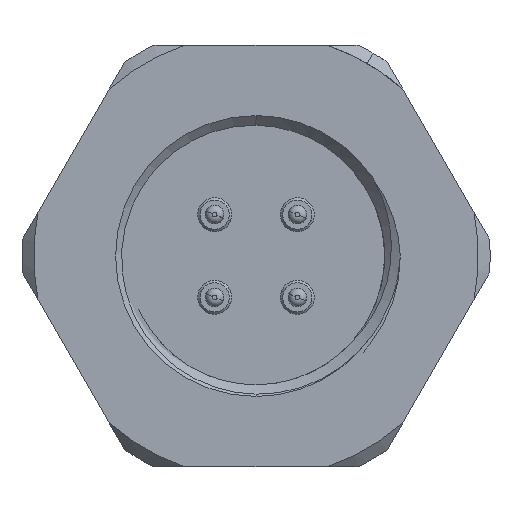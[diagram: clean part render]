
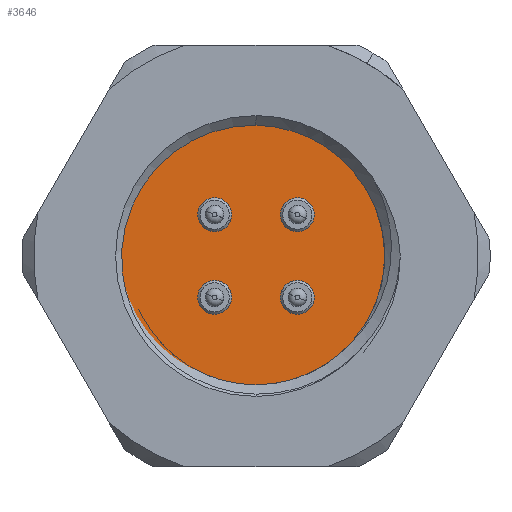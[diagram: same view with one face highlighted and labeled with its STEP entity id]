
A CAD part, left-side view. The second image highlights one B-rep face of the part: STEP entity #3646.
In plain terms, the highlighted planar face has unit normal (-1, 0, 0).
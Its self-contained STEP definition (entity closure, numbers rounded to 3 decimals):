
#58 = AXIS2_PLACEMENT_3D ( 'NONE', #2693, #16965, #9891 ) ;
#148 = EDGE_CURVE ( 'NONE', #1671, #5749, #5443, .T. ) ;
#411 = EDGE_CURVE ( 'NONE', #12580, #500, #2399, .T. ) ;
#500 = VERTEX_POINT ( 'NONE', #22284 ) ;
#1056 = CARTESIAN_POINT ( 'NONE',  ( -13., -1.768, 1.768 ) ) ;
#1145 = DIRECTION ( 'NONE',  ( -1., 0., 0. ) ) ;
#1262 = CARTESIAN_POINT ( 'NONE',  ( -13., 1.768, 2.468 ) ) ;
#1671 = VERTEX_POINT ( 'NONE', #2672 ) ;
#1841 = EDGE_CURVE ( 'NONE', #5749, #1671, #16818, .T. ) ;
#2053 = ORIENTED_EDGE ( 'NONE', *, *, #1841, .F. ) ;
#2399 = CIRCLE ( 'NONE', #22223, 0.7 ) ;
#2407 = CIRCLE ( 'NONE', #3639, 6. ) ;
#2448 = CARTESIAN_POINT ( 'NONE',  ( -13., 1.768, -1.768 ) ) ;
#2522 = DIRECTION ( 'NONE',  ( -1., 0., 0. ) ) ;
#2591 = DIRECTION ( 'NONE',  ( -1., 0., 0. ) ) ;
#2669 = DIRECTION ( 'NONE',  ( 0., 0., 1. ) ) ;
#2672 = CARTESIAN_POINT ( 'NONE',  ( -13., 1.768, -2.468 ) ) ;
#2693 = CARTESIAN_POINT ( 'NONE',  ( -13., 1.768, 1.768 ) ) ;
#3325 = CARTESIAN_POINT ( 'NONE',  ( -13., -1.768, 2.468 ) ) ;
#3380 = EDGE_LOOP ( 'NONE', ( #19161, #5319 ) ) ;
#3639 = AXIS2_PLACEMENT_3D ( 'NONE', #21484, #10893, #12680 ) ;
#3646 = ADVANCED_FACE ( 'NONE', ( #11007, #12927, #21524, #16303, #13479 ), #9737, .F. ) ;
#3659 = EDGE_LOOP ( 'NONE', ( #22229, #11482 ) ) ;
#3818 = ORIENTED_EDGE ( 'NONE', *, *, #9464, .F. ) ;
#3886 = DIRECTION ( 'NONE',  ( 0., 0., 1. ) ) ;
#4373 = DIRECTION ( 'NONE',  ( 0., 0., 1. ) ) ;
#4554 = EDGE_CURVE ( 'NONE', #20546, #19124, #17931, .T. ) ;
#4723 = CARTESIAN_POINT ( 'NONE',  ( -13., -1.768, -1.068 ) ) ;
#4864 = VERTEX_POINT ( 'NONE', #1262 ) ;
#5287 = EDGE_LOOP ( 'NONE', ( #3818, #8636 ) ) ;
#5319 = ORIENTED_EDGE ( 'NONE', *, *, #21994, .F. ) ;
#5443 = CIRCLE ( 'NONE', #12794, 0.7 ) ;
#5749 = VERTEX_POINT ( 'NONE', #22042 ) ;
#6145 = DIRECTION ( 'NONE',  ( -1., 0., 0. ) ) ;
#6264 = CARTESIAN_POINT ( 'NONE',  ( -13., 4., 0. ) ) ;
#6656 = AXIS2_PLACEMENT_3D ( 'NONE', #9796, #1145, #13299 ) ;
#6696 = CIRCLE ( 'NONE', #12251, 0.7 ) ;
#7338 = EDGE_LOOP ( 'NONE', ( #9638, #15687 ) ) ;
#7698 = CARTESIAN_POINT ( 'NONE',  ( -13., -1.768, -1.768 ) ) ;
#8167 = EDGE_CURVE ( 'NONE', #15691, #12893, #9012, .T. ) ;
#8253 = CARTESIAN_POINT ( 'NONE',  ( -13., -1.768, 1.768 ) ) ;
#8636 = ORIENTED_EDGE ( 'NONE', *, *, #17069, .F. ) ;
#9012 = CIRCLE ( 'NONE', #12181, 6. ) ;
#9220 = AXIS2_PLACEMENT_3D ( 'NONE', #8253, #10033, #2669 ) ;
#9464 = EDGE_CURVE ( 'NONE', #4864, #14653, #21971, .T. ) ;
#9638 = ORIENTED_EDGE ( 'NONE', *, *, #4554, .F. ) ;
#9670 = CIRCLE ( 'NONE', #58, 0.7 ) ;
#9737 = PLANE ( 'NONE',  #22769 ) ;
#9789 = CARTESIAN_POINT ( 'NONE',  ( -13., 1.768, 1.768 ) ) ;
#9796 = CARTESIAN_POINT ( 'NONE',  ( -13., 1.768, -1.768 ) ) ;
#9812 = DIRECTION ( 'NONE',  ( 1., 0., 0. ) ) ;
#9864 = CARTESIAN_POINT ( 'NONE',  ( -13., -1.768, -1.768 ) ) ;
#9891 = DIRECTION ( 'NONE',  ( 0., 0., 1. ) ) ;
#10033 = DIRECTION ( 'NONE',  ( -1., 0., 0. ) ) ;
#10893 = DIRECTION ( 'NONE',  ( -1., 0., 0. ) ) ;
#11007 = FACE_BOUND ( 'NONE', #5287, .T. ) ;
#11031 = CARTESIAN_POINT ( 'NONE',  ( -13., 1.768, 1.068 ) ) ;
#11275 = AXIS2_PLACEMENT_3D ( 'NONE', #1056, #20526, #17009 ) ;
#11482 = ORIENTED_EDGE ( 'NONE', *, *, #21541, .T. ) ;
#11639 = CARTESIAN_POINT ( 'NONE',  ( -13., 0., -6. ) ) ;
#12042 = CARTESIAN_POINT ( 'NONE',  ( -13., 0., 6. ) ) ;
#12112 = CARTESIAN_POINT ( 'NONE',  ( -13., -1.768, 1.068 ) ) ;
#12181 = AXIS2_PLACEMENT_3D ( 'NONE', #21663, #12627, #3886 ) ;
#12251 = AXIS2_PLACEMENT_3D ( 'NONE', #7698, #6145, #18540 ) ;
#12580 = VERTEX_POINT ( 'NONE', #4723 ) ;
#12627 = DIRECTION ( 'NONE',  ( -1., 0., 0. ) ) ;
#12674 = EDGE_CURVE ( 'NONE', #19124, #20546, #13341, .T. ) ;
#12680 = DIRECTION ( 'NONE',  ( 0., 0., 1. ) ) ;
#12794 = AXIS2_PLACEMENT_3D ( 'NONE', #2448, #2522, #16587 ) ;
#12893 = VERTEX_POINT ( 'NONE', #11639 ) ;
#12927 = FACE_BOUND ( 'NONE', #7338, .T. ) ;
#13299 = DIRECTION ( 'NONE',  ( 0., 0., 1. ) ) ;
#13341 = CIRCLE ( 'NONE', #9220, 0.7 ) ;
#13479 = FACE_OUTER_BOUND ( 'NONE', #3659, .T. ) ;
#14653 = VERTEX_POINT ( 'NONE', #11031 ) ;
#15002 = DIRECTION ( 'NONE',  ( -1., 0., 0. ) ) ;
#15687 = ORIENTED_EDGE ( 'NONE', *, *, #12674, .F. ) ;
#15691 = VERTEX_POINT ( 'NONE', #12042 ) ;
#16303 = FACE_BOUND ( 'NONE', #18303, .T. ) ;
#16587 = DIRECTION ( 'NONE',  ( 0., 0., 1. ) ) ;
#16818 = CIRCLE ( 'NONE', #6656, 0.7 ) ;
#16965 = DIRECTION ( 'NONE',  ( -1., 0., 0. ) ) ;
#17009 = DIRECTION ( 'NONE',  ( 0., 0., 1. ) ) ;
#17069 = EDGE_CURVE ( 'NONE', #14653, #4864, #9670, .T. ) ;
#17931 = CIRCLE ( 'NONE', #11275, 0.7 ) ;
#18064 = ORIENTED_EDGE ( 'NONE', *, *, #148, .F. ) ;
#18303 = EDGE_LOOP ( 'NONE', ( #2053, #18064 ) ) ;
#18540 = DIRECTION ( 'NONE',  ( 0., 0., 1. ) ) ;
#18636 = DIRECTION ( 'NONE',  ( 0., 0., 1. ) ) ;
#18960 = AXIS2_PLACEMENT_3D ( 'NONE', #9789, #15002, #4373 ) ;
#19124 = VERTEX_POINT ( 'NONE', #12112 ) ;
#19161 = ORIENTED_EDGE ( 'NONE', *, *, #411, .F. ) ;
#20526 = DIRECTION ( 'NONE',  ( -1., 0., 0. ) ) ;
#20546 = VERTEX_POINT ( 'NONE', #3325 ) ;
#20557 = DIRECTION ( 'NONE',  ( 0., 0., -1. ) ) ;
#21484 = CARTESIAN_POINT ( 'NONE',  ( -13., 0., 0. ) ) ;
#21524 = FACE_BOUND ( 'NONE', #3380, .T. ) ;
#21541 = EDGE_CURVE ( 'NONE', #12893, #15691, #2407, .T. ) ;
#21663 = CARTESIAN_POINT ( 'NONE',  ( -13., 0., 0. ) ) ;
#21971 = CIRCLE ( 'NONE', #18960, 0.7 ) ;
#21994 = EDGE_CURVE ( 'NONE', #500, #12580, #6696, .T. ) ;
#22042 = CARTESIAN_POINT ( 'NONE',  ( -13., 1.768, -1.068 ) ) ;
#22223 = AXIS2_PLACEMENT_3D ( 'NONE', #9864, #2591, #18636 ) ;
#22229 = ORIENTED_EDGE ( 'NONE', *, *, #8167, .T. ) ;
#22284 = CARTESIAN_POINT ( 'NONE',  ( -13., -1.768, -2.468 ) ) ;
#22769 = AXIS2_PLACEMENT_3D ( 'NONE', #6264, #9812, #20557 ) ;
